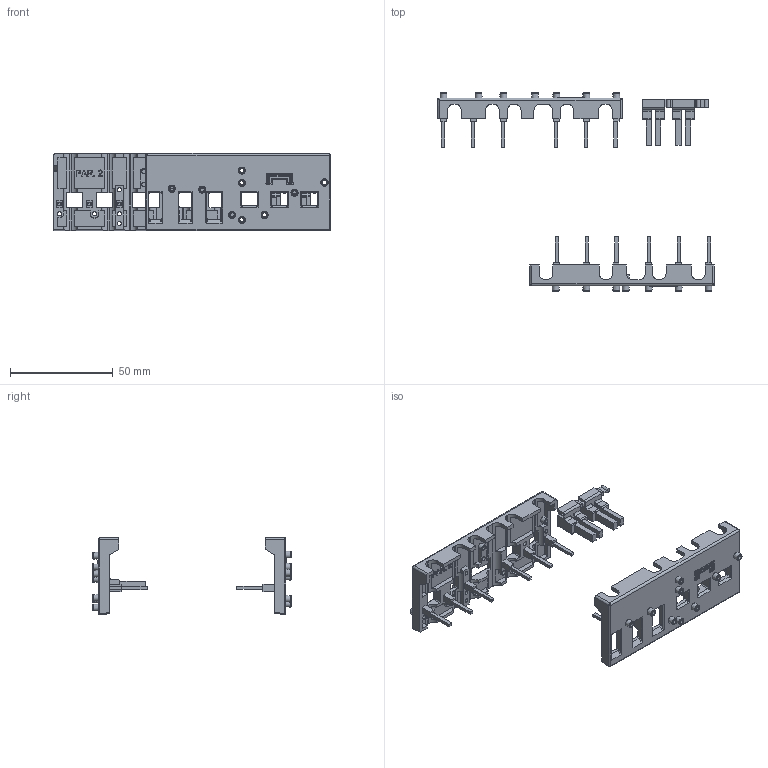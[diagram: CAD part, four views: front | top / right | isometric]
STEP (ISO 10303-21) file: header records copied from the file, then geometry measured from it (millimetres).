
FILE_DESCRIPTION(/* description */ (''),/* implementation_level */ '2;1');
FILE_NAME(/* name */ 'FILE_STP_CAD_DRAWING_BFX3231_Catalog_prt.stp',/* time_stamp */ '2020-11-05T11:32:20+01:00',/* author */ (''),/* organization */ (''),/* preprocessor_version */ 'ST-DEVELOPER v16.7',/* originating_system */ 'SIEMENS PLM Software NX 12.0',/* authorisation */ '');
FILE_SCHEMA (('AUTOMOTIVE_DESIGN { 1 0 10303 214 3 1 1 1 }'));
Length unit declared in the file: millimetre
Products named in the file (1): BFX3231_Catalog
Bounding box: 134.97 x 96.8 x 37.65 mm (x, y, z)
Surface area: 24936.2 mm2 (no closed solid volume)
Topology: 0 solids, 18 shells, 1042 faces, 2959 edges, 1966 vertices
Faces by surface type: plane 702, cylinder 243, bspline 46, cone 28, torus 19, sphere 4
Full cylindrical faces by diameter (mm): 2 x39
Entity records: 33903 total; most frequent: CARTESIAN_POINT 6852, ORIENTED_EDGE 5489, DIRECTION 5382, EDGE_CURVE 2870, LINE 2096, VECTOR 2096, VERTEX_POINT 1965, AXIS2_PLACEMENT_3D 1643
